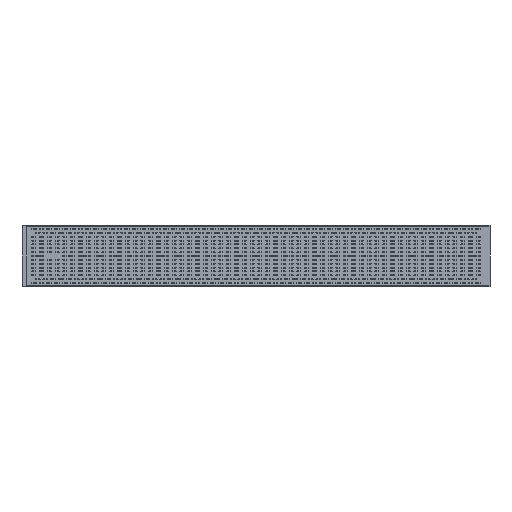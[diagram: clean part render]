
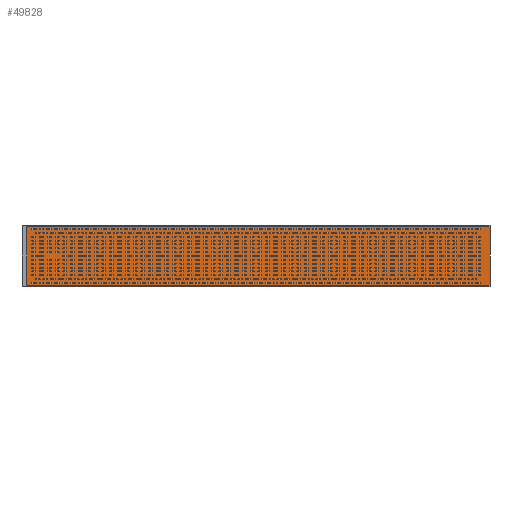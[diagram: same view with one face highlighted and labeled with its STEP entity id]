
A CAD part, top view. The second image highlights one B-rep face of the part: STEP entity #49828.
In plain terms, the highlighted planar face has unit normal (0, 0, 1).
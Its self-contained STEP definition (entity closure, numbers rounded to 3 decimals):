
#10266=FACE_OUTER_BOUND('',#12399,.T.);
#12399=EDGE_LOOP('',(#39222,#39223,#39224,#39225));
#14536=LINE('',#74827,#18680);
#14537=LINE('',#74829,#18681);
#14538=LINE('',#74831,#18682);
#14539=LINE('',#74832,#18683);
#18680=VECTOR('',#58205,1.);
#18681=VECTOR('',#58206,1.);
#18682=VECTOR('',#58207,1.);
#18683=VECTOR('',#58208,1.);
#22824=VERTEX_POINT('',#74825);
#22825=VERTEX_POINT('',#74826);
#22826=VERTEX_POINT('',#74828);
#22827=VERTEX_POINT('',#74830);
#30971=EDGE_CURVE('',#22824,#22825,#14536,.F.);
#30972=EDGE_CURVE('',#22824,#22826,#14537,.T.);
#30973=EDGE_CURVE('',#22826,#22827,#14538,.T.);
#30974=EDGE_CURVE('',#22825,#22827,#14539,.T.);
#39222=ORIENTED_EDGE('',*,*,#30971,.F.);
#39223=ORIENTED_EDGE('',*,*,#30972,.T.);
#39224=ORIENTED_EDGE('',*,*,#30973,.T.);
#39225=ORIENTED_EDGE('',*,*,#30974,.F.);
#47753=PLANE('',#51963);
#49828=ADVANCED_FACE('',(#10266),#47753,.F.);
#51963=AXIS2_PLACEMENT_3D('',#74824,#58203,#58204);
#58203=DIRECTION('center_axis',(0.,0.,-1.));
#58204=DIRECTION('ref_axis',(-1.,0.,0.));
#58205=DIRECTION('',(1.,0.,0.));
#58206=DIRECTION('',(0.,1.,0.));
#58207=DIRECTION('',(-1.,0.,0.));
#58208=DIRECTION('',(0.,1.,0.));
#74824=CARTESIAN_POINT('Origin',(273.505,175.135,-37.6));
#74825=CARTESIAN_POINT('',(3272.505,175.135,-37.6));
#74826=CARTESIAN_POINT('',(273.495,175.135,-37.6));
#74827=CARTESIAN_POINT('',(273.5,175.135,-37.6));
#74828=CARTESIAN_POINT('',(3272.505,569.335,-37.6));
#74829=CARTESIAN_POINT('',(3272.505,372.235,-37.6));
#74830=CARTESIAN_POINT('',(273.495,569.335,-37.6));
#74831=CARTESIAN_POINT('',(273.5,569.335,-37.6));
#74832=CARTESIAN_POINT('',(273.495,372.235,-37.6));
